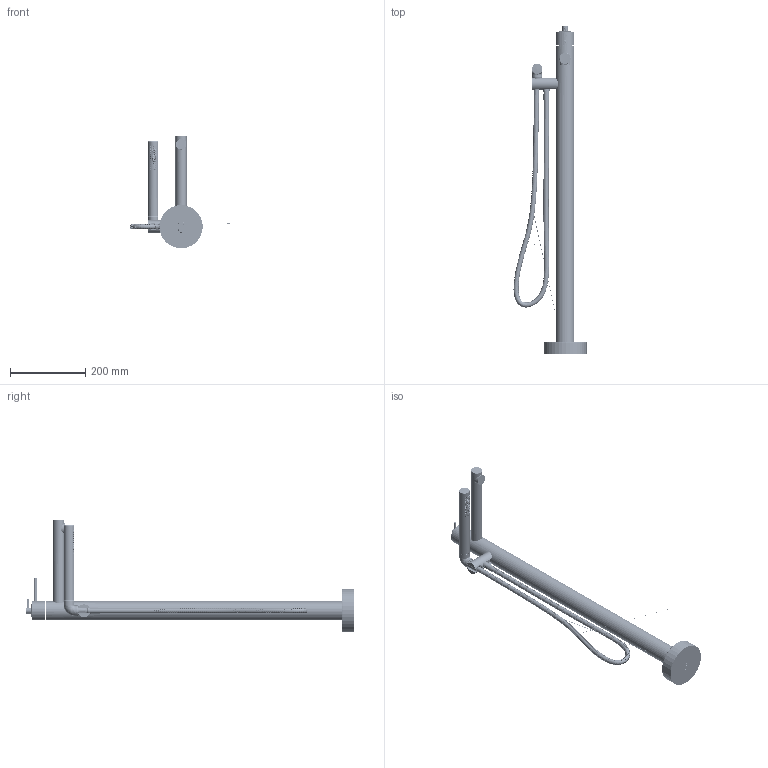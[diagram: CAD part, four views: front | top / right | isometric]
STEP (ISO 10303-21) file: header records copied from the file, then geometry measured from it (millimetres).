
FILE_DESCRIPTION(/* description */ (''),/* implementation_level */ '2;1');
FILE_NAME(/* name */ 'GS39-EM 3D.stp',/* time_stamp */ '2021-03-10T12:47:17-05:00',/* author */ ('fbrousse'),/* organization */ (''),/* preprocessor_version */ 'ST-DEVELOPER v17',/* originating_system */ 'Autodesk Inventor 2018',/* authorisation */ '');
FILE_SCHEMA (('CONFIG_CONTROL_DESIGN'));
Products named in the file (3): Assembly1; GS39_Shrinkwrap_1; 4361-EM
Assembly tree (2 placements, depth 2):
  Assembly1
    GS39_Shrinkwrap_1
    4361-EM
Bounding box: 333.23 x 885 x 299.94 mm (x, y, z)
Volume: 2276118.7 mm3; surface area: 393952.1 mm2
Topology: 6 solids, 12 shells, 4993 faces, 13129 edges, 8670 vertices
Faces by surface type: cylinder 1731, plane 1433, bspline 1218, cone 320, torus 206, sphere 85
Full cylindrical faces by diameter (mm): 2.5 x1, 3.2 x1, 4.134 x2, 4.199 x1, 4.5 x1, 4.917 x2, 4.93 x1, 5 x2, 5.5 x1, 6 x1, 6.5 x1, 6.7 x5, 6.9 x1, 7.675 x1, 8 x1, 8.1 x3, 8.3 x1, 8.89 x225, 9 x1, 10 x4, 10.2 x1, 10.4 x1, 11 x1, 11.2 x1, 12.065 x222, 12.1 x3, 13 x1, 13.2 x1, 13.589 x222, 13.92 x6
Entity records: 333031 total; most frequent: CARTESIAN_POINT 208342, ORIENTED_EDGE 26246, DIRECTION 24222, EDGE_CURVE 13123, AXIS2_PLACEMENT_3D 10404, VERTEX_POINT 8669, EDGE_LOOP 5778, CIRCLE 5262
